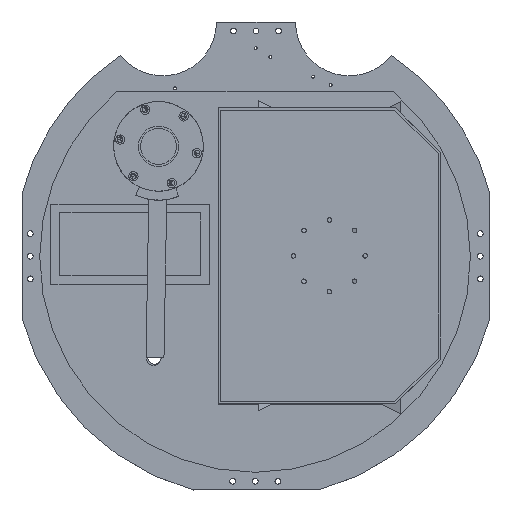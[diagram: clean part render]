
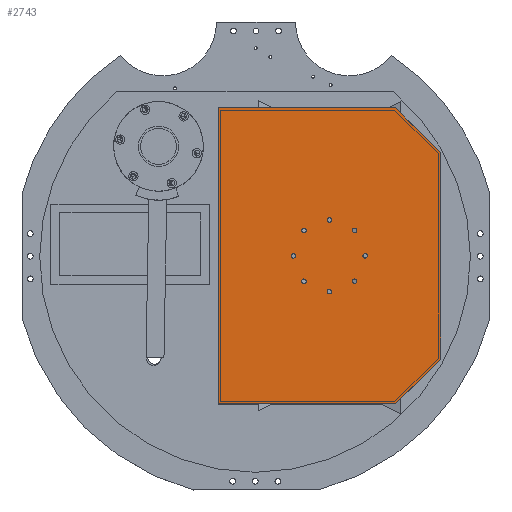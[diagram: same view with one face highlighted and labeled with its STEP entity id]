
A CAD part, top view. The second image highlights one B-rep face of the part: STEP entity #2743.
In plain terms, the highlighted face is planar.
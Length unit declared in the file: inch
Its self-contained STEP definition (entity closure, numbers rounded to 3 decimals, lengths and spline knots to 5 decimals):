
#1293=PLANE('',#15638);
#1684=FACE_BOUND('',#4302,.T.);
#1685=FACE_BOUND('',#4303,.T.);
#1686=FACE_BOUND('',#4304,.T.);
#1687=FACE_BOUND('',#4305,.T.);
#1688=FACE_BOUND('',#4306,.T.);
#1689=FACE_BOUND('',#4307,.T.);
#1690=FACE_BOUND('',#4308,.T.);
#1691=FACE_BOUND('',#4309,.T.);
#1692=FACE_BOUND('',#4310,.T.);
#2743=ADVANCED_FACE('',(#1684,#1685,#1686,#1687,#1688,#1689,#1690,#1691,
#1692),#1293,.F.);
#4302=EDGE_LOOP('',(#7574));
#4303=EDGE_LOOP('',(#7575));
#4304=EDGE_LOOP('',(#7576));
#4305=EDGE_LOOP('',(#7577));
#4306=EDGE_LOOP('',(#7578));
#4307=EDGE_LOOP('',(#7579));
#4308=EDGE_LOOP('',(#7580));
#4309=EDGE_LOOP('',(#7581));
#4310=EDGE_LOOP('',(#7582,#7583,#7584,#7585,#7586,#7587));
#5685=LINE('',#22235,#6552);
#5686=LINE('',#22238,#6553);
#5687=LINE('',#22240,#6554);
#5688=LINE('',#22242,#6555);
#5689=LINE('',#22244,#6556);
#5690=LINE('',#22246,#6557);
#6552=VECTOR('',#17675,1.);
#6553=VECTOR('',#17676,1.);
#6554=VECTOR('',#17677,1.);
#6555=VECTOR('',#17678,1.);
#6556=VECTOR('',#17679,1.);
#6557=VECTOR('',#17680,1.);
#7574=ORIENTED_EDGE('',*,*,#12752,.F.);
#7575=ORIENTED_EDGE('',*,*,#12753,.F.);
#7576=ORIENTED_EDGE('',*,*,#12754,.F.);
#7577=ORIENTED_EDGE('',*,*,#12755,.F.);
#7578=ORIENTED_EDGE('',*,*,#12756,.F.);
#7579=ORIENTED_EDGE('',*,*,#12757,.F.);
#7580=ORIENTED_EDGE('',*,*,#12758,.F.);
#7581=ORIENTED_EDGE('',*,*,#12759,.F.);
#7582=ORIENTED_EDGE('',*,*,#12760,.F.);
#7583=ORIENTED_EDGE('',*,*,#12761,.F.);
#7584=ORIENTED_EDGE('',*,*,#12762,.F.);
#7585=ORIENTED_EDGE('',*,*,#12763,.F.);
#7586=ORIENTED_EDGE('',*,*,#12764,.F.);
#7587=ORIENTED_EDGE('',*,*,#12765,.F.);
#11358=VERTEX_POINT('',#22220);
#11359=VERTEX_POINT('',#22222);
#11360=VERTEX_POINT('',#22224);
#11361=VERTEX_POINT('',#22226);
#11362=VERTEX_POINT('',#22228);
#11363=VERTEX_POINT('',#22230);
#11364=VERTEX_POINT('',#22232);
#11365=VERTEX_POINT('',#22234);
#11366=VERTEX_POINT('',#22236);
#11367=VERTEX_POINT('',#22237);
#11368=VERTEX_POINT('',#22239);
#11369=VERTEX_POINT('',#22241);
#11370=VERTEX_POINT('',#22243);
#11371=VERTEX_POINT('',#22245);
#12752=EDGE_CURVE('',#11358,#11358,#14634,.T.);
#12753=EDGE_CURVE('',#11359,#11359,#14635,.T.);
#12754=EDGE_CURVE('',#11360,#11360,#14636,.T.);
#12755=EDGE_CURVE('',#11361,#11361,#14637,.T.);
#12756=EDGE_CURVE('',#11362,#11362,#14638,.T.);
#12757=EDGE_CURVE('',#11363,#11363,#14639,.T.);
#12758=EDGE_CURVE('',#11364,#11364,#14640,.T.);
#12759=EDGE_CURVE('',#11365,#11365,#14641,.T.);
#12760=EDGE_CURVE('',#11366,#11367,#5685,.T.);
#12761=EDGE_CURVE('',#11368,#11366,#5686,.T.);
#12762=EDGE_CURVE('',#11369,#11368,#5687,.T.);
#12763=EDGE_CURVE('',#11370,#11369,#5688,.T.);
#12764=EDGE_CURVE('',#11371,#11370,#5689,.T.);
#12765=EDGE_CURVE('',#11367,#11371,#5690,.T.);
#14634=CIRCLE('',#15630,0.0625);
#14635=CIRCLE('',#15631,0.0625);
#14636=CIRCLE('',#15632,0.0625);
#14637=CIRCLE('',#15633,0.0625);
#14638=CIRCLE('',#15634,0.0625);
#14639=CIRCLE('',#15635,0.0625);
#14640=CIRCLE('',#15636,0.0625);
#14641=CIRCLE('',#15637,0.0625);
#15630=AXIS2_PLACEMENT_3D('',#22219,#17659,#17660);
#15631=AXIS2_PLACEMENT_3D('',#22221,#17661,#17662);
#15632=AXIS2_PLACEMENT_3D('',#22223,#17663,#17664);
#15633=AXIS2_PLACEMENT_3D('',#22225,#17665,#17666);
#15634=AXIS2_PLACEMENT_3D('',#22227,#17667,#17668);
#15635=AXIS2_PLACEMENT_3D('',#22229,#17669,#17670);
#15636=AXIS2_PLACEMENT_3D('',#22231,#17671,#17672);
#15637=AXIS2_PLACEMENT_3D('',#22233,#17673,#17674);
#15638=AXIS2_PLACEMENT_3D('',#22247,#17681,#17682);
#17659=DIRECTION('',(-1.,0.,0.));
#17660=DIRECTION('',(0.,0.707,-0.707));
#17661=DIRECTION('',(-1.,0.,0.));
#17662=DIRECTION('',(0.,0.707,-0.707));
#17663=DIRECTION('',(-1.,0.,0.));
#17664=DIRECTION('',(0.,0.707,-0.707));
#17665=DIRECTION('',(-1.,0.,0.));
#17666=DIRECTION('',(0.,0.707,-0.707));
#17667=DIRECTION('',(-1.,0.,0.));
#17668=DIRECTION('',(0.,0.707,-0.707));
#17669=DIRECTION('',(-1.,0.,0.));
#17670=DIRECTION('',(0.,0.707,-0.707));
#17671=DIRECTION('',(-1.,0.,0.));
#17672=DIRECTION('',(0.,0.707,-0.707));
#17673=DIRECTION('',(-1.,0.,0.));
#17674=DIRECTION('',(0.,0.707,-0.707));
#17675=DIRECTION('',(0.,0.707,-0.707));
#17676=DIRECTION('',(0.,0.,-1.));
#17677=DIRECTION('',(0.,-1.,0.));
#17678=DIRECTION('',(0.,0.,1.));
#17679=DIRECTION('',(0.,0.707,0.707));
#17680=DIRECTION('',(0.,1.,0.));
#17681=DIRECTION('',(1.,0.,0.));
#17682=DIRECTION('',(0.,0.,1.));
#22219=CARTESIAN_POINT('',(0.,0.,1.));
#22220=CARTESIAN_POINT('',(0.,0.04419,0.95581));
#22221=CARTESIAN_POINT('',(0.,-0.70711,0.70711));
#22222=CARTESIAN_POINT('',(0.,-0.66291,0.66291));
#22223=CARTESIAN_POINT('',(0.,-1.,0.));
#22224=CARTESIAN_POINT('',(0.,-0.95581,-0.04419));
#22225=CARTESIAN_POINT('',(0.,-0.70711,-0.70711));
#22226=CARTESIAN_POINT('',(0.,-0.66291,-0.7513));
#22227=CARTESIAN_POINT('',(0.,0.,-1.));
#22228=CARTESIAN_POINT('',(0.,0.04419,-1.04419));
#22229=CARTESIAN_POINT('',(0.,0.70711,-0.70711));
#22230=CARTESIAN_POINT('',(0.,0.7513,-0.7513));
#22231=CARTESIAN_POINT('',(0.,1.,0.));
#22232=CARTESIAN_POINT('',(0.,1.04419,-0.04419));
#22233=CARTESIAN_POINT('',(0.,0.70711,0.70711));
#22234=CARTESIAN_POINT('',(0.,0.7513,0.66291));
#22235=CARTESIAN_POINT('',(0.,-4.125,-1.85));
#22236=CARTESIAN_POINT('',(0.,-4.125,-1.85));
#22237=CARTESIAN_POINT('',(0.,-2.875,-3.1));
#22238=CARTESIAN_POINT('',(0.,-4.125,3.1));
#22239=CARTESIAN_POINT('',(0.,-4.125,3.1));
#22240=CARTESIAN_POINT('',(0.,4.125,3.1));
#22241=CARTESIAN_POINT('',(0.,4.125,3.1));
#22242=CARTESIAN_POINT('',(0.,4.125,-3.1));
#22243=CARTESIAN_POINT('',(0.,4.125,-1.85));
#22244=CARTESIAN_POINT('',(0.,2.875,-3.1));
#22245=CARTESIAN_POINT('',(0.,2.875,-3.1));
#22246=CARTESIAN_POINT('',(0.,-4.125,-3.1));
#22247=CARTESIAN_POINT('',(0.,0.,0.));
